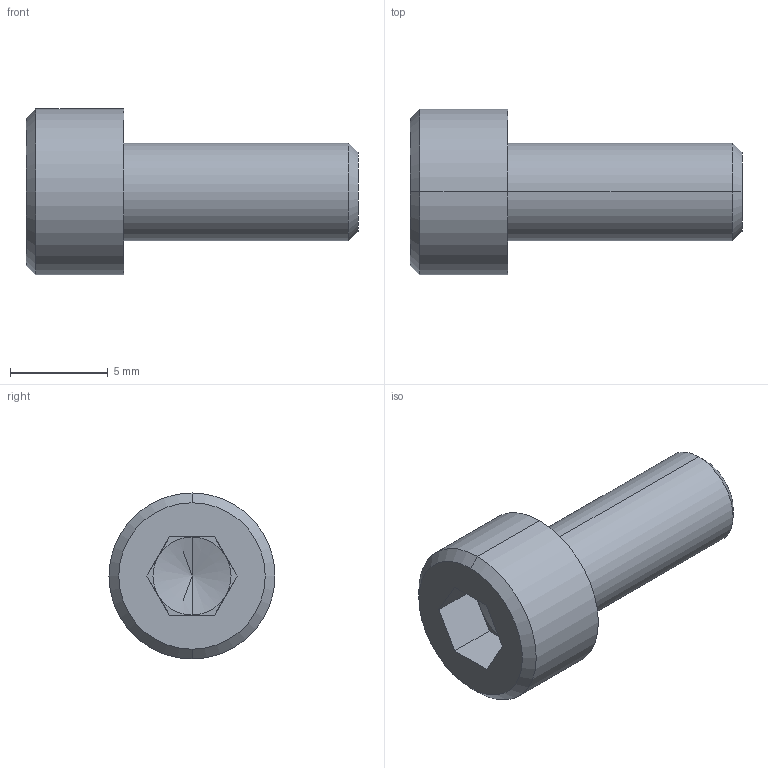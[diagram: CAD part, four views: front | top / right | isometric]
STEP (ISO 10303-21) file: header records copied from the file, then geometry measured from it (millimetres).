
FILE_DESCRIPTION((''),'2;1');
FILE_NAME('SCREW_M5_12','2025-04-16T12:26:44',('Constantin Schempp'),(''),'CREO PARAMETRIC BY PTC INC, 2024063','CREO PARAMETRIC BY PTC INC, 2024063','');
FILE_SCHEMA(('CONFIG_CONTROL_DESIGN'));
Length unit declared in the file: millimetre
Products named in the file (1): SCREW_M5_12
Bounding box: 17 x 8.5 x 8.5 mm (x, y, z)
Volume: 477.5 mm3; surface area: 457.6 mm2
Topology: 1 solids, 1 shells, 25 faces, 55 edges, 33 vertices
Faces by surface type: plane 15, cone 6, cylinder 4
Entity records: 708 total; most frequent: DIRECTION 123, CARTESIAN_POINT 110, ORIENTED_EDGE 104, EDGE_CURVE 52, AXIS2_PLACEMENT_3D 44, VECTOR 35, LINE 35, VERTEX_POINT 31
